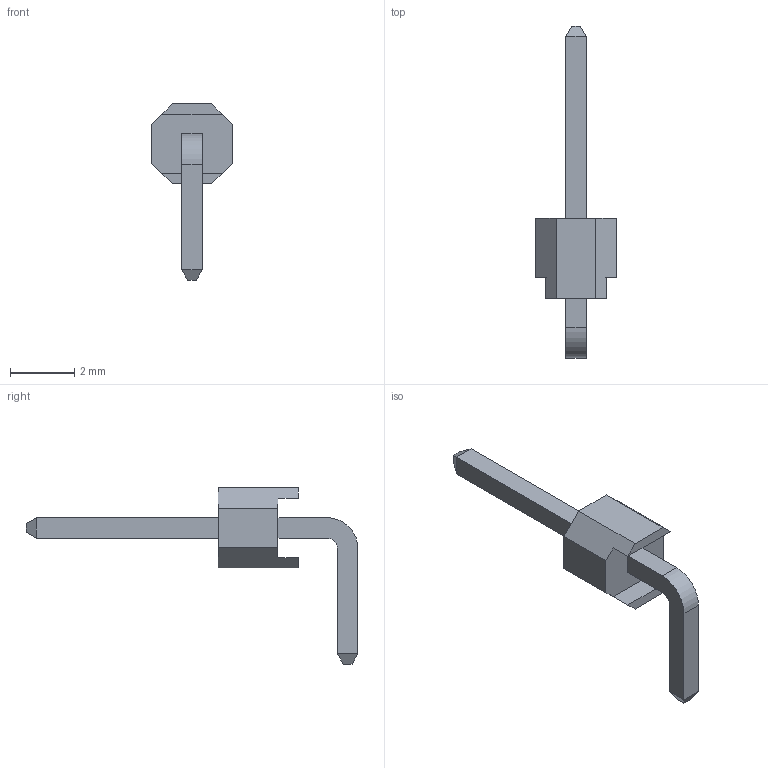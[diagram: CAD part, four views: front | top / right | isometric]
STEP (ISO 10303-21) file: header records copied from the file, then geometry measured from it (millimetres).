
FILE_DESCRIPTION (( 'STEP AP214' ), '1' );
FILE_NAME ('User Library-PLS-1R_D1-1.STEP', '2018-12-23T18:56:54', ( '' ), ( '' ), 'SwSTEP 2.0', 'SolidWorks 2018', '' );
FILE_SCHEMA (( 'AUTOMOTIVE_DESIGN' ));
Length unit declared in the file: millimetre
Products named in the file (3): User Library-PLS-1R_D1-1; User Library-PLS-1R_D1-1_Imported; User Library-PLS-1R_D1-1_Imported_2
Assembly tree (2 placements, depth 2):
  User Library-PLS-1R_D1-1
    User Library-PLS-1R_D1-1_Imported
    User Library-PLS-1R_D1-1_Imported_2
Bounding box: 2.54 x 10.36 x 5.5 mm (x, y, z)
Volume: 15.8 mm3; surface area: 71.8 mm2
Topology: 2 solids, 2 shells, 36 faces, 88 edges, 56 vertices
Faces by surface type: plane 34, cylinder 2
Entity records: 1542 total; most frequent: CARTESIAN_POINT 185, ORIENTED_EDGE 176, DIRECTION 174, EDGE_CURVE 88, LINE 84, VECTOR 84, VERTEX_POINT 56, AXIS2_PLACEMENT_3D 45
